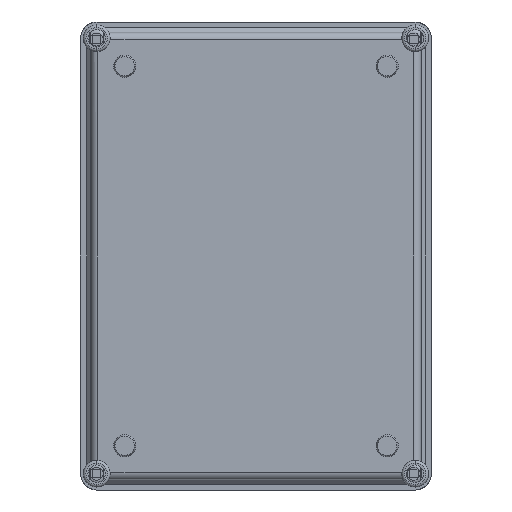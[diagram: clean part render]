
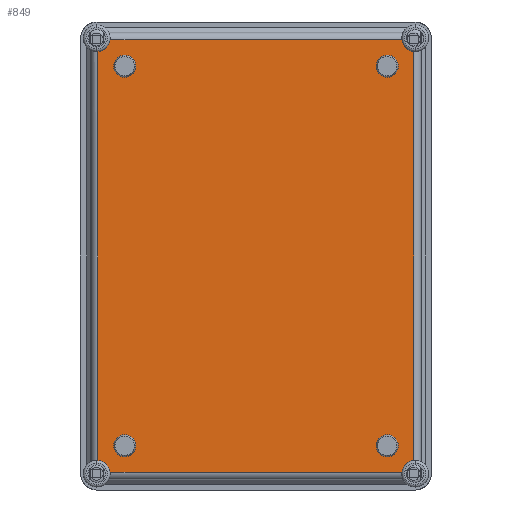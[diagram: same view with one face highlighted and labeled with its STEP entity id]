
A CAD part, front view. The second image highlights one B-rep face of the part: STEP entity #849.
In plain terms, the highlighted planar face has unit normal (0, -1, 0).
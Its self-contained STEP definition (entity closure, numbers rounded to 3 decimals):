
#96 = VERTEX_POINT ( 'NONE', #1464 ) ;
#117 = CARTESIAN_POINT ( 'NONE',  ( -127., 0., -172. ) ) ;
#124 = ORIENTED_EDGE ( 'NONE', *, *, #6882, .F. ) ;
#289 = VERTEX_POINT ( 'NONE', #3575 ) ;
#299 = CARTESIAN_POINT ( 'NONE',  ( 101., 0., 137.5 ) ) ;
#317 = VERTEX_POINT ( 'NONE', #4566 ) ;
#362 = CIRCLE ( 'NONE', #9589, 8.5 ) ;
#376 = DIRECTION ( 'NONE',  ( 0., 0., -1. ) ) ;
#381 = DIRECTION ( 'NONE',  ( 1., 0., 0. ) ) ;
#382 = CARTESIAN_POINT ( 'NONE',  ( 122.5, 0., 167.5 ) ) ;
#451 = ORIENTED_EDGE ( 'NONE', *, *, #5115, .F. ) ;
#603 = DIRECTION ( 'NONE',  ( 0., -1., 0. ) ) ;
#675 = DIRECTION ( 'NONE',  ( 0., -1., 0. ) ) ;
#776 = DIRECTION ( 'NONE',  ( 0., 0., -1. ) ) ;
#811 = EDGE_CURVE ( 'NONE', #4816, #7432, #10467, .T. ) ;
#849 = ADVANCED_FACE ( 'NONE', ( #2213, #6877, #6735, #6566, #9852 ), #7009, .T. ) ;
#904 = EDGE_CURVE ( 'NONE', #10973, #4061, #5813, .T. ) ;
#992 = ORIENTED_EDGE ( 'NONE', *, *, #11378, .T. ) ;
#1063 = DIRECTION ( 'NONE',  ( 0., 0., -1. ) ) ;
#1094 = DIRECTION ( 'NONE',  ( 0., 0., -1. ) ) ;
#1139 = AXIS2_PLACEMENT_3D ( 'NONE', #12591, #8473, #4565 ) ;
#1287 = CIRCLE ( 'NONE', #7557, 8.5 ) ;
#1299 = EDGE_CURVE ( 'NONE', #3668, #289, #1287, .T. ) ;
#1417 = DIRECTION ( 'NONE',  ( 0., -1., 0. ) ) ;
#1464 = CARTESIAN_POINT ( 'NONE',  ( -101., 0., 154.5 ) ) ;
#1560 = CIRCLE ( 'NONE', #5392, 10.25 ) ;
#1742 = AXIS2_PLACEMENT_3D ( 'NONE', #11294, #1417, #376 ) ;
#1774 = EDGE_CURVE ( 'NONE', #11635, #96, #362, .T. ) ;
#1840 = EDGE_LOOP ( 'NONE', ( #3348, #8199 ) ) ;
#1855 = CIRCLE ( 'NONE', #9072, 8.5 ) ;
#1888 = CARTESIAN_POINT ( 'NONE',  ( -121.5, 0., 157.299 ) ) ;
#1939 = ORIENTED_EDGE ( 'NONE', *, *, #3706, .F. ) ;
#2052 = AXIS2_PLACEMENT_3D ( 'NONE', #4595, #675, #6676 ) ;
#2213 = FACE_BOUND ( 'NONE', #1840, .T. ) ;
#2235 = CARTESIAN_POINT ( 'NONE',  ( -101., 0., -137.5 ) ) ;
#2372 = CARTESIAN_POINT ( 'NONE',  ( -112.299, 0., 166.5 ) ) ;
#2464 = ORIENTED_EDGE ( 'NONE', *, *, #811, .T. ) ;
#2539 = CARTESIAN_POINT ( 'NONE',  ( 112.299, 0., -166.5 ) ) ;
#2623 = ORIENTED_EDGE ( 'NONE', *, *, #1774, .F. ) ;
#2674 = CARTESIAN_POINT ( 'NONE',  ( 122.5, 0., -167.5 ) ) ;
#2762 = CARTESIAN_POINT ( 'NONE',  ( -101., 0., 146. ) ) ;
#2769 = CIRCLE ( 'NONE', #11579, 10.25 ) ;
#3016 = ORIENTED_EDGE ( 'NONE', *, *, #8302, .F. ) ;
#3348 = ORIENTED_EDGE ( 'NONE', *, *, #11540, .F. ) ;
#3379 = EDGE_LOOP ( 'NONE', ( #3016, #9705 ) ) ;
#3405 = VERTEX_POINT ( 'NONE', #7010 ) ;
#3548 = DIRECTION ( 'NONE',  ( 0., 0., -1. ) ) ;
#3566 = CARTESIAN_POINT ( 'NONE',  ( 101., 0., 146. ) ) ;
#3575 = CARTESIAN_POINT ( 'NONE',  ( -101., 0., -154.5 ) ) ;
#3668 = VERTEX_POINT ( 'NONE', #2235 ) ;
#3706 = EDGE_CURVE ( 'NONE', #96, #11635, #6524, .T. ) ;
#3820 = ORIENTED_EDGE ( 'NONE', *, *, #6521, .F. ) ;
#4061 = VERTEX_POINT ( 'NONE', #7769 ) ;
#4259 = ORIENTED_EDGE ( 'NONE', *, *, #6115, .F. ) ;
#4330 = CARTESIAN_POINT ( 'NONE',  ( -112.299, 0., -166.5 ) ) ;
#4372 = DIRECTION ( 'NONE',  ( 0., -1., 0. ) ) ;
#4473 = CARTESIAN_POINT ( 'NONE',  ( -121.5, 0., -172. ) ) ;
#4565 = DIRECTION ( 'NONE',  ( 0., 0., -1. ) ) ;
#4566 = CARTESIAN_POINT ( 'NONE',  ( 121.5, 0., 157.299 ) ) ;
#4595 = CARTESIAN_POINT ( 'NONE',  ( -122.5, 0., 167.5 ) ) ;
#4660 = CARTESIAN_POINT ( 'NONE',  ( -101., 0., -146. ) ) ;
#4669 = VECTOR ( 'NONE', #11243, 1000. ) ;
#4816 = VERTEX_POINT ( 'NONE', #4330 ) ;
#4872 = VECTOR ( 'NONE', #381, 1000. ) ;
#5011 = AXIS2_PLACEMENT_3D ( 'NONE', #10801, #8126, #9194 ) ;
#5074 = CARTESIAN_POINT ( 'NONE',  ( 127., 0., -166.5 ) ) ;
#5115 = EDGE_CURVE ( 'NONE', #9168, #7432, #5261, .T. ) ;
#5261 = CIRCLE ( 'NONE', #5616, 10.25 ) ;
#5392 = AXIS2_PLACEMENT_3D ( 'NONE', #382, #10295, #11299 ) ;
#5521 = CARTESIAN_POINT ( 'NONE',  ( 121.5, 0., -157.299 ) ) ;
#5616 = AXIS2_PLACEMENT_3D ( 'NONE', #2674, #9688, #9733 ) ;
#5669 = DIRECTION ( 'NONE',  ( 0., 0., -1. ) ) ;
#5784 = DIRECTION ( 'NONE',  ( 0., -1., 0. ) ) ;
#5813 = LINE ( 'NONE', #4473, #11554 ) ;
#5828 = CARTESIAN_POINT ( 'NONE',  ( 101., 0., 146. ) ) ;
#5872 = EDGE_LOOP ( 'NONE', ( #2623, #1939 ) ) ;
#6032 = ORIENTED_EDGE ( 'NONE', *, *, #10810, .F. ) ;
#6066 = EDGE_CURVE ( 'NONE', #3405, #6663, #9289, .T. ) ;
#6115 = EDGE_CURVE ( 'NONE', #7991, #10109, #7553, .T. ) ;
#6368 = VERTEX_POINT ( 'NONE', #2372 ) ;
#6521 = EDGE_CURVE ( 'NONE', #10973, #6368, #11749, .T. ) ;
#6524 = CIRCLE ( 'NONE', #1742, 8.5 ) ;
#6566 = FACE_BOUND ( 'NONE', #9114, .T. ) ;
#6663 = VERTEX_POINT ( 'NONE', #11024 ) ;
#6676 = DIRECTION ( 'NONE',  ( 0., 0., -1. ) ) ;
#6735 = FACE_OUTER_BOUND ( 'NONE', #6784, .T. ) ;
#6748 = DIRECTION ( 'NONE',  ( 0., 0., 1. ) ) ;
#6784 = EDGE_LOOP ( 'NONE', ( #6032, #7746, #3820, #9621, #124, #2464, #451, #992 ) ) ;
#6877 = FACE_BOUND ( 'NONE', #5872, .T. ) ;
#6882 = EDGE_CURVE ( 'NONE', #4816, #4061, #2769, .T. ) ;
#7009 = PLANE ( 'NONE',  #10555 ) ;
#7010 = CARTESIAN_POINT ( 'NONE',  ( 101., 0., -137.5 ) ) ;
#7178 = CARTESIAN_POINT ( 'NONE',  ( -127., 0., 166.5 ) ) ;
#7268 = DIRECTION ( 'NONE',  ( 0., -1., 0. ) ) ;
#7295 = LINE ( 'NONE', #7178, #4669 ) ;
#7432 = VERTEX_POINT ( 'NONE', #2539 ) ;
#7553 = CIRCLE ( 'NONE', #10319, 8.5 ) ;
#7557 = AXIS2_PLACEMENT_3D ( 'NONE', #4660, #12779, #5669 ) ;
#7663 = CIRCLE ( 'NONE', #5011, 8.5 ) ;
#7741 = CARTESIAN_POINT ( 'NONE',  ( 121.5, 0., 172. ) ) ;
#7746 = ORIENTED_EDGE ( 'NONE', *, *, #11167, .T. ) ;
#7769 = CARTESIAN_POINT ( 'NONE',  ( -121.5, 0., -157.299 ) ) ;
#7916 = ORIENTED_EDGE ( 'NONE', *, *, #12084, .F. ) ;
#7991 = VERTEX_POINT ( 'NONE', #299 ) ;
#8081 = CARTESIAN_POINT ( 'NONE',  ( 101., 0., -146. ) ) ;
#8126 = DIRECTION ( 'NONE',  ( 0., -1., 0. ) ) ;
#8164 = CARTESIAN_POINT ( 'NONE',  ( -101., 0., 137.5 ) ) ;
#8199 = ORIENTED_EDGE ( 'NONE', *, *, #6066, .F. ) ;
#8302 = EDGE_CURVE ( 'NONE', #289, #3668, #7663, .T. ) ;
#8473 = DIRECTION ( 'NONE',  ( 0., -1., 0. ) ) ;
#8551 = LINE ( 'NONE', #7741, #9815 ) ;
#8729 = AXIS2_PLACEMENT_3D ( 'NONE', #3566, #603, #9571 ) ;
#8895 = CARTESIAN_POINT ( 'NONE',  ( 101., 0., 154.5 ) ) ;
#9022 = CIRCLE ( 'NONE', #8729, 8.5 ) ;
#9072 = AXIS2_PLACEMENT_3D ( 'NONE', #8081, #9193, #1094 ) ;
#9114 = EDGE_LOOP ( 'NONE', ( #4259, #7916 ) ) ;
#9168 = VERTEX_POINT ( 'NONE', #5521 ) ;
#9193 = DIRECTION ( 'NONE',  ( 0., -1., 0. ) ) ;
#9194 = DIRECTION ( 'NONE',  ( 0., 0., -1. ) ) ;
#9289 = CIRCLE ( 'NONE', #1139, 8.5 ) ;
#9571 = DIRECTION ( 'NONE',  ( 0., 0., -1. ) ) ;
#9589 = AXIS2_PLACEMENT_3D ( 'NONE', #2762, #10723, #9603 ) ;
#9603 = DIRECTION ( 'NONE',  ( 0., 0., -1. ) ) ;
#9621 = ORIENTED_EDGE ( 'NONE', *, *, #904, .T. ) ;
#9688 = DIRECTION ( 'NONE',  ( 0., -1., 0. ) ) ;
#9705 = ORIENTED_EDGE ( 'NONE', *, *, #1299, .F. ) ;
#9733 = DIRECTION ( 'NONE',  ( 0., 0., -1. ) ) ;
#9815 = VECTOR ( 'NONE', #6748, 1000. ) ;
#9852 = FACE_BOUND ( 'NONE', #3379, .T. ) ;
#10109 = VERTEX_POINT ( 'NONE', #8895 ) ;
#10295 = DIRECTION ( 'NONE',  ( 0., -1., 0. ) ) ;
#10319 = AXIS2_PLACEMENT_3D ( 'NONE', #5828, #5784, #776 ) ;
#10384 = DIRECTION ( 'NONE',  ( 0., 0., -1. ) ) ;
#10467 = LINE ( 'NONE', #5074, #4872 ) ;
#10555 = AXIS2_PLACEMENT_3D ( 'NONE', #117, #7268, #1063 ) ;
#10723 = DIRECTION ( 'NONE',  ( 0., -1., 0. ) ) ;
#10801 = CARTESIAN_POINT ( 'NONE',  ( -101., 0., -146. ) ) ;
#10810 = EDGE_CURVE ( 'NONE', #12687, #317, #1560, .T. ) ;
#10973 = VERTEX_POINT ( 'NONE', #1888 ) ;
#11024 = CARTESIAN_POINT ( 'NONE',  ( 101., 0., -154.5 ) ) ;
#11167 = EDGE_CURVE ( 'NONE', #12687, #6368, #7295, .T. ) ;
#11243 = DIRECTION ( 'NONE',  ( -1., 0., 0. ) ) ;
#11294 = CARTESIAN_POINT ( 'NONE',  ( -101., 0., 146. ) ) ;
#11299 = DIRECTION ( 'NONE',  ( 0., 0., -1. ) ) ;
#11378 = EDGE_CURVE ( 'NONE', #9168, #317, #8551, .T. ) ;
#11453 = CARTESIAN_POINT ( 'NONE',  ( -122.5, 0., -167.5 ) ) ;
#11540 = EDGE_CURVE ( 'NONE', #6663, #3405, #1855, .T. ) ;
#11554 = VECTOR ( 'NONE', #10384, 1000. ) ;
#11579 = AXIS2_PLACEMENT_3D ( 'NONE', #11453, #4372, #3548 ) ;
#11635 = VERTEX_POINT ( 'NONE', #8164 ) ;
#11749 = CIRCLE ( 'NONE', #2052, 10.25 ) ;
#12084 = EDGE_CURVE ( 'NONE', #10109, #7991, #9022, .T. ) ;
#12591 = CARTESIAN_POINT ( 'NONE',  ( 101., 0., -146. ) ) ;
#12687 = VERTEX_POINT ( 'NONE', #12795 ) ;
#12779 = DIRECTION ( 'NONE',  ( 0., -1., 0. ) ) ;
#12795 = CARTESIAN_POINT ( 'NONE',  ( 112.299, 0., 166.5 ) ) ;
